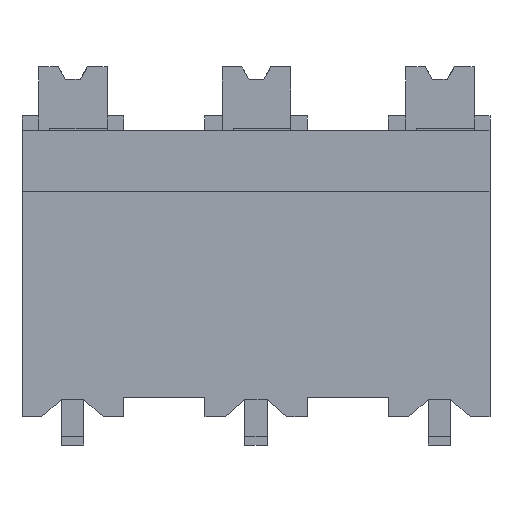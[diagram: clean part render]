
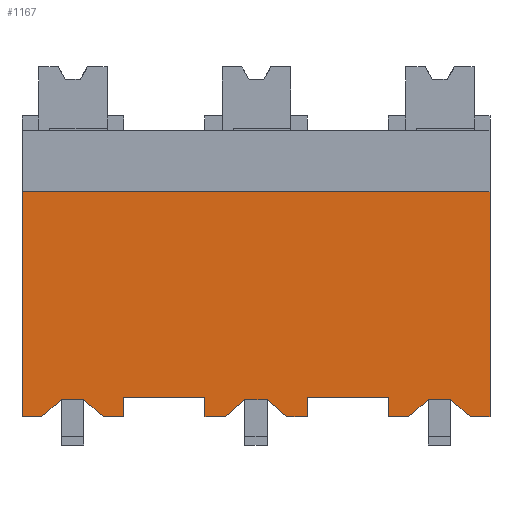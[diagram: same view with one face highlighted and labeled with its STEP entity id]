
A CAD part, front view. The second image highlights one B-rep face of the part: STEP entity #1167.
In plain terms, the highlighted planar face has unit normal (0, -1, 0).
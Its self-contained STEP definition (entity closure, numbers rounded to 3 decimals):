
#994=AXIS2_PLACEMENT_3D('Plane Axis2P3D',#991,#992,#993) ;
#40=CARTESIAN_POINT('Vertex',(19.13,1.475,1.156)) ;
#126=CARTESIAN_POINT('Vertex',(19.13,1.475,10.356)) ;
#129=CARTESIAN_POINT('Line Origine',(19.13,1.475,5.756)) ;
#168=CARTESIAN_POINT('Vertex',(18.323,1.475,1.156)) ;
#192=CARTESIAN_POINT('Line Origine',(18.726,1.475,1.156)) ;
#975=CARTESIAN_POINT('Vertex',(0.,1.475,10.356)) ;
#978=CARTESIAN_POINT('Line Origine',(9.565,1.475,10.356)) ;
#991=CARTESIAN_POINT('Axis2P3D Location',(26.63,1.475,10.356)) ;
#996=CARTESIAN_POINT('Line Origine',(7.48,1.475,1.556)) ;
#1000=CARTESIAN_POINT('Vertex',(7.48,1.475,1.156)) ;
#1002=CARTESIAN_POINT('Vertex',(7.48,1.475,1.956)) ;
#1005=CARTESIAN_POINT('Line Origine',(7.893,1.475,1.156)) ;
#1009=CARTESIAN_POINT('Vertex',(8.306,1.475,1.156)) ;
#1012=CARTESIAN_POINT('Line Origine',(8.706,1.475,1.506)) ;
#1016=CARTESIAN_POINT('Vertex',(9.106,1.475,1.856)) ;
#1019=CARTESIAN_POINT('Line Origine',(9.564,1.475,1.856)) ;
#1023=CARTESIAN_POINT('Vertex',(10.023,1.475,1.856)) ;
#1026=CARTESIAN_POINT('Line Origine',(10.423,1.475,1.506)) ;
#1030=CARTESIAN_POINT('Vertex',(10.823,1.475,1.156)) ;
#1033=CARTESIAN_POINT('Line Origine',(11.244,1.475,1.156)) ;
#1037=CARTESIAN_POINT('Vertex',(11.665,1.475,1.156)) ;
#1040=CARTESIAN_POINT('Line Origine',(11.665,1.475,1.556)) ;
#1044=CARTESIAN_POINT('Vertex',(11.665,1.475,1.956)) ;
#1047=CARTESIAN_POINT('Line Origine',(13.322,1.475,1.956)) ;
#1051=CARTESIAN_POINT('Vertex',(14.98,1.475,1.956)) ;
#1054=CARTESIAN_POINT('Line Origine',(14.98,1.475,1.556)) ;
#1058=CARTESIAN_POINT('Vertex',(14.98,1.475,1.156)) ;
#1061=CARTESIAN_POINT('Line Origine',(15.393,1.475,1.156)) ;
#1065=CARTESIAN_POINT('Vertex',(15.806,1.475,1.156)) ;
#1068=CARTESIAN_POINT('Line Origine',(16.206,1.475,1.506)) ;
#1072=CARTESIAN_POINT('Vertex',(16.606,1.475,1.856)) ;
#1075=CARTESIAN_POINT('Line Origine',(17.064,1.475,1.856)) ;
#1079=CARTESIAN_POINT('Vertex',(17.523,1.475,1.856)) ;
#1082=CARTESIAN_POINT('Line Origine',(17.923,1.475,1.506)) ;
#1087=CARTESIAN_POINT('Line Origine',(0.,1.475,5.756)) ;
#1091=CARTESIAN_POINT('Vertex',(0.,1.475,1.156)) ;
#1094=CARTESIAN_POINT('Line Origine',(0.403,1.475,1.156)) ;
#1098=CARTESIAN_POINT('Vertex',(0.806,1.475,1.156)) ;
#1101=CARTESIAN_POINT('Line Origine',(1.206,1.475,1.506)) ;
#1105=CARTESIAN_POINT('Vertex',(1.606,1.475,1.856)) ;
#1108=CARTESIAN_POINT('Line Origine',(2.064,1.475,1.856)) ;
#1112=CARTESIAN_POINT('Vertex',(2.523,1.475,1.856)) ;
#1115=CARTESIAN_POINT('Line Origine',(2.923,1.475,1.506)) ;
#1119=CARTESIAN_POINT('Vertex',(3.323,1.475,1.156)) ;
#1122=CARTESIAN_POINT('Line Origine',(3.744,1.475,1.156)) ;
#1126=CARTESIAN_POINT('Vertex',(4.165,1.475,1.156)) ;
#1129=CARTESIAN_POINT('Line Origine',(4.165,1.475,1.556)) ;
#1133=CARTESIAN_POINT('Vertex',(4.165,1.475,1.956)) ;
#1136=CARTESIAN_POINT('Line Origine',(5.822,1.475,1.956)) ;
#130=DIRECTION('Vector Direction',(0.,0.,-1.)) ;
#193=DIRECTION('Vector Direction',(-1.,0.,0.)) ;
#979=DIRECTION('Vector Direction',(-1.,0.,0.)) ;
#992=DIRECTION('Axis2P3D Direction',(0.,1.,0.)) ;
#993=DIRECTION('Axis2P3D XDirection',(0.,0.,-1.)) ;
#997=DIRECTION('Vector Direction',(0.,0.,1.)) ;
#1006=DIRECTION('Vector Direction',(-1.,0.,0.)) ;
#1013=DIRECTION('Vector Direction',(-0.753,0.,-0.659)) ;
#1020=DIRECTION('Vector Direction',(-1.,0.,0.)) ;
#1027=DIRECTION('Vector Direction',(-0.753,0.,0.659)) ;
#1034=DIRECTION('Vector Direction',(-1.,0.,0.)) ;
#1041=DIRECTION('Vector Direction',(0.,0.,1.)) ;
#1048=DIRECTION('Vector Direction',(1.,0.,0.)) ;
#1055=DIRECTION('Vector Direction',(0.,0.,1.)) ;
#1062=DIRECTION('Vector Direction',(-1.,0.,0.)) ;
#1069=DIRECTION('Vector Direction',(-0.753,0.,-0.659)) ;
#1076=DIRECTION('Vector Direction',(-1.,0.,0.)) ;
#1083=DIRECTION('Vector Direction',(-0.753,0.,0.659)) ;
#1088=DIRECTION('Vector Direction',(0.,0.,-1.)) ;
#1095=DIRECTION('Vector Direction',(-1.,0.,0.)) ;
#1102=DIRECTION('Vector Direction',(-0.753,0.,-0.659)) ;
#1109=DIRECTION('Vector Direction',(-1.,0.,0.)) ;
#1116=DIRECTION('Vector Direction',(-0.753,0.,0.659)) ;
#1123=DIRECTION('Vector Direction',(-1.,0.,0.)) ;
#1130=DIRECTION('Vector Direction',(0.,0.,1.)) ;
#1137=DIRECTION('Vector Direction',(1.,0.,0.)) ;
#131=VECTOR('Line Direction',#130,1.) ;
#194=VECTOR('Line Direction',#193,1.) ;
#980=VECTOR('Line Direction',#979,1.) ;
#998=VECTOR('Line Direction',#997,1.) ;
#1007=VECTOR('Line Direction',#1006,1.) ;
#1014=VECTOR('Line Direction',#1013,1.) ;
#1021=VECTOR('Line Direction',#1020,1.) ;
#1028=VECTOR('Line Direction',#1027,1.) ;
#1035=VECTOR('Line Direction',#1034,1.) ;
#1042=VECTOR('Line Direction',#1041,1.) ;
#1049=VECTOR('Line Direction',#1048,1.) ;
#1056=VECTOR('Line Direction',#1055,1.) ;
#1063=VECTOR('Line Direction',#1062,1.) ;
#1070=VECTOR('Line Direction',#1069,1.) ;
#1077=VECTOR('Line Direction',#1076,1.) ;
#1084=VECTOR('Line Direction',#1083,1.) ;
#1089=VECTOR('Line Direction',#1088,1.) ;
#1096=VECTOR('Line Direction',#1095,1.) ;
#1103=VECTOR('Line Direction',#1102,1.) ;
#1110=VECTOR('Line Direction',#1109,1.) ;
#1117=VECTOR('Line Direction',#1116,1.) ;
#1124=VECTOR('Line Direction',#1123,1.) ;
#1131=VECTOR('Line Direction',#1130,1.) ;
#1138=VECTOR('Line Direction',#1137,1.) ;
#1142=ORIENTED_EDGE('',*,*,#1004,.F.) ;
#1143=ORIENTED_EDGE('',*,*,#1011,.F.) ;
#1144=ORIENTED_EDGE('',*,*,#1018,.F.) ;
#1145=ORIENTED_EDGE('',*,*,#1025,.F.) ;
#1146=ORIENTED_EDGE('',*,*,#1032,.F.) ;
#1147=ORIENTED_EDGE('',*,*,#1039,.F.) ;
#1148=ORIENTED_EDGE('',*,*,#1046,.T.) ;
#1149=ORIENTED_EDGE('',*,*,#1053,.F.) ;
#1150=ORIENTED_EDGE('',*,*,#1060,.F.) ;
#1151=ORIENTED_EDGE('',*,*,#1067,.F.) ;
#1152=ORIENTED_EDGE('',*,*,#1074,.F.) ;
#1153=ORIENTED_EDGE('',*,*,#1081,.F.) ;
#1154=ORIENTED_EDGE('',*,*,#1086,.F.) ;
#1155=ORIENTED_EDGE('',*,*,#196,.F.) ;
#1156=ORIENTED_EDGE('',*,*,#133,.F.) ;
#1157=ORIENTED_EDGE('',*,*,#982,.T.) ;
#1158=ORIENTED_EDGE('',*,*,#1093,.T.) ;
#1159=ORIENTED_EDGE('',*,*,#1100,.F.) ;
#1160=ORIENTED_EDGE('',*,*,#1107,.F.) ;
#1161=ORIENTED_EDGE('',*,*,#1114,.F.) ;
#1162=ORIENTED_EDGE('',*,*,#1121,.F.) ;
#1163=ORIENTED_EDGE('',*,*,#1128,.F.) ;
#1164=ORIENTED_EDGE('',*,*,#1135,.T.) ;
#1165=ORIENTED_EDGE('',*,*,#1140,.F.) ;
#1167=ADVANCED_FACE('HOUSING',(#1166),#995,.F.) ;
#133=EDGE_CURVE('',#127,#41,#132,.T.) ;
#196=EDGE_CURVE('',#41,#169,#195,.T.) ;
#982=EDGE_CURVE('',#127,#976,#981,.T.) ;
#1004=EDGE_CURVE('',#1001,#1003,#999,.T.) ;
#1011=EDGE_CURVE('',#1010,#1001,#1008,.T.) ;
#1018=EDGE_CURVE('',#1017,#1010,#1015,.T.) ;
#1025=EDGE_CURVE('',#1024,#1017,#1022,.T.) ;
#1032=EDGE_CURVE('',#1031,#1024,#1029,.T.) ;
#1039=EDGE_CURVE('',#1038,#1031,#1036,.T.) ;
#1046=EDGE_CURVE('',#1038,#1045,#1043,.T.) ;
#1053=EDGE_CURVE('',#1052,#1045,#1050,.F.) ;
#1060=EDGE_CURVE('',#1059,#1052,#1057,.T.) ;
#1067=EDGE_CURVE('',#1066,#1059,#1064,.T.) ;
#1074=EDGE_CURVE('',#1073,#1066,#1071,.T.) ;
#1081=EDGE_CURVE('',#1080,#1073,#1078,.T.) ;
#1086=EDGE_CURVE('',#169,#1080,#1085,.T.) ;
#1093=EDGE_CURVE('',#976,#1092,#1090,.T.) ;
#1100=EDGE_CURVE('',#1099,#1092,#1097,.T.) ;
#1107=EDGE_CURVE('',#1106,#1099,#1104,.T.) ;
#1114=EDGE_CURVE('',#1113,#1106,#1111,.T.) ;
#1121=EDGE_CURVE('',#1120,#1113,#1118,.T.) ;
#1128=EDGE_CURVE('',#1127,#1120,#1125,.T.) ;
#1135=EDGE_CURVE('',#1127,#1134,#1132,.T.) ;
#1140=EDGE_CURVE('',#1003,#1134,#1139,.F.) ;
#1141=EDGE_LOOP('',(#1142,#1143,#1144,#1145,#1146,#1147,#1148,#1149,#1150,#1151,#1152,#1153,#1154,#1155,#1156,#1157,#1158,#1159,#1160,#1161,#1162,#1163,#1164,#1165)) ;
#1166=FACE_OUTER_BOUND('',#1141,.T.) ;
#132=LINE('Line',#129,#131) ;
#195=LINE('Line',#192,#194) ;
#981=LINE('Line',#978,#980) ;
#999=LINE('Line',#996,#998) ;
#1008=LINE('Line',#1005,#1007) ;
#1015=LINE('Line',#1012,#1014) ;
#1022=LINE('Line',#1019,#1021) ;
#1029=LINE('Line',#1026,#1028) ;
#1036=LINE('Line',#1033,#1035) ;
#1043=LINE('Line',#1040,#1042) ;
#1050=LINE('Line',#1047,#1049) ;
#1057=LINE('Line',#1054,#1056) ;
#1064=LINE('Line',#1061,#1063) ;
#1071=LINE('Line',#1068,#1070) ;
#1078=LINE('Line',#1075,#1077) ;
#1085=LINE('Line',#1082,#1084) ;
#1090=LINE('Line',#1087,#1089) ;
#1097=LINE('Line',#1094,#1096) ;
#1104=LINE('Line',#1101,#1103) ;
#1111=LINE('Line',#1108,#1110) ;
#1118=LINE('Line',#1115,#1117) ;
#1125=LINE('Line',#1122,#1124) ;
#1132=LINE('Line',#1129,#1131) ;
#1139=LINE('Line',#1136,#1138) ;
#995=PLANE('',#994) ;
#41=VERTEX_POINT('',#40) ;
#127=VERTEX_POINT('',#126) ;
#169=VERTEX_POINT('',#168) ;
#976=VERTEX_POINT('',#975) ;
#1001=VERTEX_POINT('',#1000) ;
#1003=VERTEX_POINT('',#1002) ;
#1010=VERTEX_POINT('',#1009) ;
#1017=VERTEX_POINT('',#1016) ;
#1024=VERTEX_POINT('',#1023) ;
#1031=VERTEX_POINT('',#1030) ;
#1038=VERTEX_POINT('',#1037) ;
#1045=VERTEX_POINT('',#1044) ;
#1052=VERTEX_POINT('',#1051) ;
#1059=VERTEX_POINT('',#1058) ;
#1066=VERTEX_POINT('',#1065) ;
#1073=VERTEX_POINT('',#1072) ;
#1080=VERTEX_POINT('',#1079) ;
#1092=VERTEX_POINT('',#1091) ;
#1099=VERTEX_POINT('',#1098) ;
#1106=VERTEX_POINT('',#1105) ;
#1113=VERTEX_POINT('',#1112) ;
#1120=VERTEX_POINT('',#1119) ;
#1127=VERTEX_POINT('',#1126) ;
#1134=VERTEX_POINT('',#1133) ;
